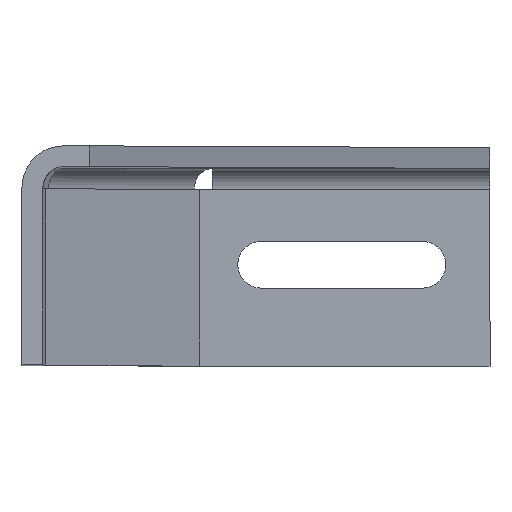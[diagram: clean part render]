
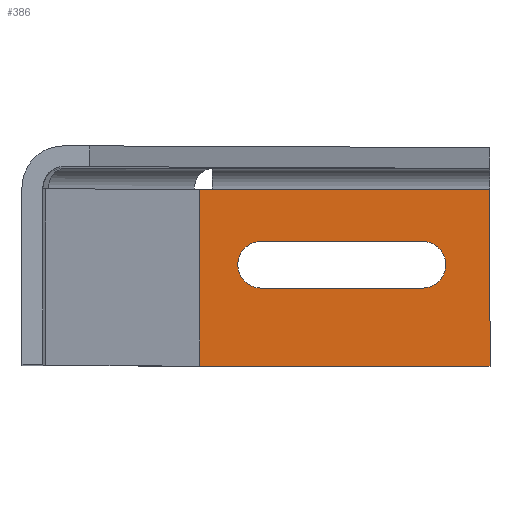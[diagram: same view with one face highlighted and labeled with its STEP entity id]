
A CAD part, top view. The second image highlights one B-rep face of the part: STEP entity #386.
In plain terms, the highlighted planar face has unit normal (0, 0, 1).
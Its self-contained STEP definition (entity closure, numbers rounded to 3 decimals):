
#39 = LINE ( 'NONE', #1376, #127 ) ;
#58 = VECTOR ( 'NONE', #289, 1000. ) ;
#62 = DIRECTION ( 'NONE',  ( 0., 1., 0. ) ) ;
#71 = CARTESIAN_POINT ( 'NONE',  ( 33.69, -19.5, 4. ) ) ;
#79 = VECTOR ( 'NONE', #276, 1000. ) ;
#85 = ORIENTED_EDGE ( 'NONE', *, *, #1235, .T. ) ;
#87 = ORIENTED_EDGE ( 'NONE', *, *, #780, .T. ) ;
#127 = VECTOR ( 'NONE', #250, 1000. ) ;
#139 = ORIENTED_EDGE ( 'NONE', *, *, #856, .T. ) ;
#185 = EDGE_CURVE ( 'NONE', #836, #793, #444, .T. ) ;
#188 = CARTESIAN_POINT ( 'NONE',  ( 63.304, 4.5, 4. ) ) ;
#199 = DIRECTION ( 'NONE',  ( 0., 0., 1. ) ) ;
#208 = DIRECTION ( 'NONE',  ( 0., 0., -1. ) ) ;
#220 = LINE ( 'NONE', #1435, #965 ) ;
#250 = DIRECTION ( 'NONE',  ( 0., -1., 0. ) ) ;
#276 = DIRECTION ( 'NONE',  ( 0., 1., 0. ) ) ;
#288 = LINE ( 'NONE', #1302, #1039 ) ;
#289 = DIRECTION ( 'NONE',  ( 1., 0., 0. ) ) ;
#296 = DIRECTION ( 'NONE',  ( 0., -1., 0. ) ) ;
#303 = CARTESIAN_POINT ( 'NONE',  ( 77., 0., 4. ) ) ;
#306 = DIRECTION ( 'NONE',  ( 0., 1., 0. ) ) ;
#315 = EDGE_LOOP ( 'NONE', ( #1010, #87, #1321, #1554, #1279 ) ) ;
#386 = ADVANCED_FACE ( 'NONE', ( #681, #1334 ), #1190, .T. ) ;
#405 = CARTESIAN_POINT ( 'NONE',  ( 36.608, 14.5, 4. ) ) ;
#421 = CARTESIAN_POINT ( 'NONE',  ( 63.304, 2.024, 4. ) ) ;
#426 = DIRECTION ( 'NONE',  ( -1., 0., 0. ) ) ;
#427 = CARTESIAN_POINT ( 'NONE',  ( 33.69, 14.5, 4. ) ) ;
#440 = LINE ( 'NONE', #731, #480 ) ;
#444 = LINE ( 'NONE', #1278, #79 ) ;
#449 = VERTEX_POINT ( 'NONE', #427 ) ;
#470 = CARTESIAN_POINT ( 'NONE',  ( 46., 4.5, 4. ) ) ;
#479 = DIRECTION ( 'NONE',  ( 1., 0., 0. ) ) ;
#480 = VECTOR ( 'NONE', #877, 1000. ) ;
#501 = CARTESIAN_POINT ( 'NONE',  ( 77., -4.5, 4. ) ) ;
#529 = CARTESIAN_POINT ( 'NONE',  ( 46., 0., 4. ) ) ;
#535 = VERTEX_POINT ( 'NONE', #470 ) ;
#554 = AXIS2_PLACEMENT_3D ( 'NONE', #303, #208, #306 ) ;
#657 = CARTESIAN_POINT ( 'NONE',  ( 90., -19.5, 4. ) ) ;
#681 = FACE_BOUND ( 'NONE', #1068, .T. ) ;
#728 = VERTEX_POINT ( 'NONE', #501 ) ;
#731 = CARTESIAN_POINT ( 'NONE',  ( 63.304, 14.5, 4. ) ) ;
#773 = ORIENTED_EDGE ( 'NONE', *, *, #1230, .T. ) ;
#780 = EDGE_CURVE ( 'NONE', #1188, #449, #220, .T. ) ;
#793 = VERTEX_POINT ( 'NONE', #911 ) ;
#795 = DIRECTION ( 'NONE',  ( 0., 0., -1. ) ) ;
#804 = LINE ( 'NONE', #188, #58 ) ;
#809 = DIRECTION ( 'NONE',  ( -1., 0., 0. ) ) ;
#823 = VECTOR ( 'NONE', #479, 1000. ) ;
#836 = VERTEX_POINT ( 'NONE', #657 ) ;
#856 = EDGE_CURVE ( 'NONE', #1601, #728, #983, .T. ) ;
#877 = DIRECTION ( 'NONE',  ( -1., 0., 0. ) ) ;
#911 = CARTESIAN_POINT ( 'NONE',  ( 90., 14.5, 4. ) ) ;
#917 = ORIENTED_EDGE ( 'NONE', *, *, #1181, .T. ) ;
#965 = VECTOR ( 'NONE', #809, 1000. ) ;
#978 = CARTESIAN_POINT ( 'NONE',  ( 63.304, -19.5, 4. ) ) ;
#983 = CIRCLE ( 'NONE', #554, 4.5 ) ;
#1010 = ORIENTED_EDGE ( 'NONE', *, *, #1528, .T. ) ;
#1013 = AXIS2_PLACEMENT_3D ( 'NONE', #529, #795, #62 ) ;
#1039 = VECTOR ( 'NONE', #426, 1000. ) ;
#1068 = EDGE_LOOP ( 'NONE', ( #85, #773, #139, #917 ) ) ;
#1075 = CARTESIAN_POINT ( 'NONE',  ( 46., -4.5, 4. ) ) ;
#1181 = EDGE_CURVE ( 'NONE', #728, #1340, #288, .T. ) ;
#1188 = VERTEX_POINT ( 'NONE', #405 ) ;
#1190 = PLANE ( 'NONE',  #1331 ) ;
#1221 = VERTEX_POINT ( 'NONE', #71 ) ;
#1230 = EDGE_CURVE ( 'NONE', #535, #1601, #804, .T. ) ;
#1235 = EDGE_CURVE ( 'NONE', #1340, #535, #1455, .T. ) ;
#1278 = CARTESIAN_POINT ( 'NONE',  ( 90., 2.024, 4. ) ) ;
#1279 = ORIENTED_EDGE ( 'NONE', *, *, #185, .T. ) ;
#1302 = CARTESIAN_POINT ( 'NONE',  ( 63.304, -4.5, 4. ) ) ;
#1321 = ORIENTED_EDGE ( 'NONE', *, *, #1521, .T. ) ;
#1331 = AXIS2_PLACEMENT_3D ( 'NONE', #421, #199, #296 ) ;
#1334 = FACE_OUTER_BOUND ( 'NONE', #315, .T. ) ;
#1340 = VERTEX_POINT ( 'NONE', #1075 ) ;
#1376 = CARTESIAN_POINT ( 'NONE',  ( 33.69, 2.024, 4. ) ) ;
#1409 = CARTESIAN_POINT ( 'NONE',  ( 77., 4.5, 4. ) ) ;
#1430 = EDGE_CURVE ( 'NONE', #1221, #836, #1491, .T. ) ;
#1435 = CARTESIAN_POINT ( 'NONE',  ( 63.304, 14.5, 4. ) ) ;
#1455 = CIRCLE ( 'NONE', #1013, 4.5 ) ;
#1491 = LINE ( 'NONE', #978, #823 ) ;
#1521 = EDGE_CURVE ( 'NONE', #449, #1221, #39, .T. ) ;
#1528 = EDGE_CURVE ( 'NONE', #793, #1188, #440, .T. ) ;
#1554 = ORIENTED_EDGE ( 'NONE', *, *, #1430, .T. ) ;
#1601 = VERTEX_POINT ( 'NONE', #1409 ) ;
